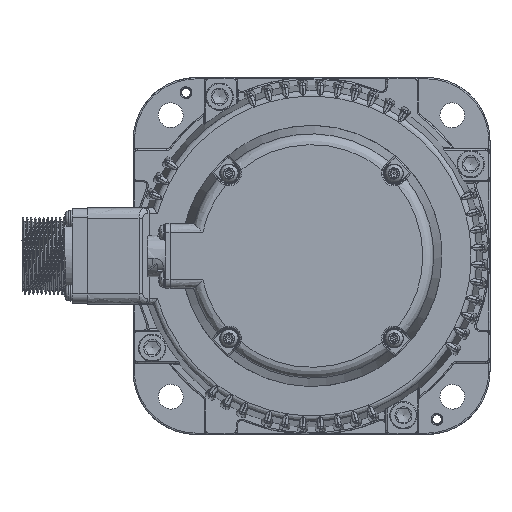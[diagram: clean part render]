
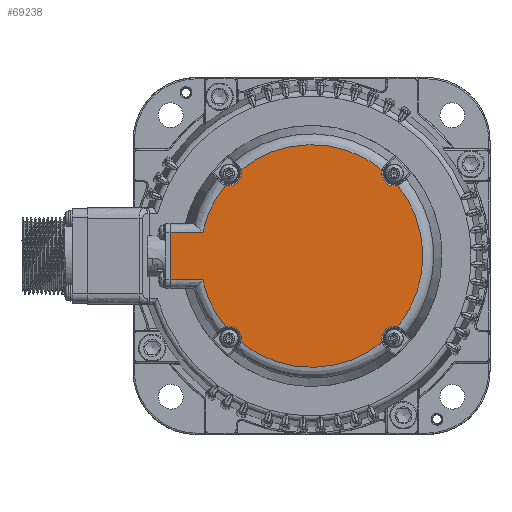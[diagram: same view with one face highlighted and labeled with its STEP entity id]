
A CAD part, left-side view. The second image highlights one B-rep face of the part: STEP entity #69238.
In plain terms, the highlighted free-form (B-spline) face has degree [1, 1] with [2, 2] control points.
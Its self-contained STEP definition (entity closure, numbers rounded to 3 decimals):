
#37=CARTESIAN_POINT('',(-163.1,51.5,8.67));
#38=VERTEX_POINT('',#37);
#68=CARTESIAN_POINT('',(-163.1,51.5,-8.67));
#69=VERTEX_POINT('',#68);
#76=CARTESIAN_POINT('',(-163.1,51.5,8.67));
#77=CARTESIAN_POINT('',(-163.1,51.5,-8.67));
#78=B_SPLINE_CURVE_WITH_KNOTS('',1,(#76,#77),.POLYLINE_FORM.,.F.,.U.,(2,2),(0.,1.),.UNSPECIFIED.);
#79=EDGE_CURVE('',#38,#69,#78,.T.);
#69051=CARTESIAN_POINT('',(-163.1,39.607,8.67));
#69052=VERTEX_POINT('',#69051);
#69061=CARTESIAN_POINT('',(-163.1,31.349,25.712));
#69062=VERTEX_POINT('',#69061);
#69063=CARTESIAN_POINT('',(-163.1,39.607,8.67));
#69064=CARTESIAN_POINT('',(-163.1,37.525,18.183));
#69065=CARTESIAN_POINT('',(-163.1,31.349,25.712));
#69066=(BOUNDED_CURVE()B_SPLINE_CURVE(2,(#69063,#69064,#69065),.CIRCULAR_ARC.,.F.,.U.)B_SPLINE_CURVE_WITH_KNOTS((3,3),(0.,1.),.UNSPECIFIED.)CURVE()GEOMETRIC_REPRESENTATION_ITEM()RATIONAL_B_SPLINE_CURVE((1.,0.972,1.))REPRESENTATION_ITEM(''));
#69067=EDGE_CURVE('',#69052,#69062,#69066,.T.);
#69098=CARTESIAN_POINT('',(-163.1,31.349,-25.712));
#69099=VERTEX_POINT('',#69098);
#69109=CARTESIAN_POINT('',(-163.1,39.607,-8.67));
#69110=VERTEX_POINT('',#69109);
#69111=CARTESIAN_POINT('',(-163.1,31.349,-25.712));
#69112=CARTESIAN_POINT('',(-163.1,37.525,-18.183));
#69113=CARTESIAN_POINT('',(-163.1,39.607,-8.67));
#69114=(BOUNDED_CURVE()B_SPLINE_CURVE(2,(#69111,#69112,#69113),.CIRCULAR_ARC.,.F.,.U.)B_SPLINE_CURVE_WITH_KNOTS((3,3),(0.,1.),.UNSPECIFIED.)CURVE()GEOMETRIC_REPRESENTATION_ITEM()RATIONAL_B_SPLINE_CURVE((1.,0.972,1.))REPRESENTATION_ITEM(''));
#69115=EDGE_CURVE('',#69099,#69110,#69114,.T.);
#69156=CARTESIAN_POINT('',(-163.1,51.5,-41.031));
#69157=CARTESIAN_POINT('',(-163.1,51.5,41.031));
#69158=CARTESIAN_POINT('',(-163.1,-41.097,-41.031));
#69159=CARTESIAN_POINT('',(-163.1,-41.097,41.031));
#69160=B_SPLINE_SURFACE_WITH_KNOTS('',1,1,((#69156,#69157),(#69158,#69159)),.PLANE_SURF.,.F.,.F.,.U.,(2,2),(2,2),(0.,1.),(0.,1.),.UNSPECIFIED.);
#69161=ORIENTED_EDGE('',*,*,#69115,.F.);
#69162=CARTESIAN_POINT('',(-163.1,25.712,-31.349));
#69163=VERTEX_POINT('',#69162);
#69164=CARTESIAN_POINT('',(-163.1,25.712,-31.349));
#69165=CARTESIAN_POINT('',(-163.1,24.938,-28.76));
#69166=CARTESIAN_POINT('',(-163.1,26.849,-26.849));
#69167=CARTESIAN_POINT('',(-163.1,28.76,-24.938));
#69168=CARTESIAN_POINT('',(-163.1,31.349,-25.712));
#69169=(BOUNDED_CURVE()B_SPLINE_CURVE(2,(#69164,#69165,#69166,#69167,#69168),.CIRCULAR_ARC.,.F.,.U.)B_SPLINE_CURVE_WITH_KNOTS((3,2,3),(0.,0.5,1.),.UNSPECIFIED.)CURVE()GEOMETRIC_REPRESENTATION_ITEM()RATIONAL_B_SPLINE_CURVE((1.,0.859,1.,0.859,1.))REPRESENTATION_ITEM(''));
#69170=EDGE_CURVE('',#69163,#69099,#69169,.T.);
#69171=ORIENTED_EDGE('',*,*,#69170,.F.);
#69172=CARTESIAN_POINT('',(-163.1,-25.712,-31.349));
#69173=VERTEX_POINT('',#69172);
#69174=CARTESIAN_POINT('',(-163.1,-25.712,-31.349));
#69175=CARTESIAN_POINT('',(-163.1,0.,-52.438));
#69176=CARTESIAN_POINT('',(-163.1,25.712,-31.349));
#69177=(BOUNDED_CURVE()B_SPLINE_CURVE(2,(#69174,#69175,#69176),.CIRCULAR_ARC.,.F.,.U.)B_SPLINE_CURVE_WITH_KNOTS((3,3),(0.,1.),.UNSPECIFIED.)CURVE()GEOMETRIC_REPRESENTATION_ITEM()RATIONAL_B_SPLINE_CURVE((1.,0.773,1.))REPRESENTATION_ITEM(''));
#69178=EDGE_CURVE('',#69173,#69163,#69177,.T.);
#69179=ORIENTED_EDGE('',*,*,#69178,.F.);
#69180=CARTESIAN_POINT('',(-163.1,-31.349,-25.712));
#69181=VERTEX_POINT('',#69180);
#69182=CARTESIAN_POINT('',(-163.1,-31.349,-25.712));
#69183=CARTESIAN_POINT('',(-163.1,-28.76,-24.938));
#69184=CARTESIAN_POINT('',(-163.1,-26.849,-26.849));
#69185=CARTESIAN_POINT('',(-163.1,-24.938,-28.76));
#69186=CARTESIAN_POINT('',(-163.1,-25.712,-31.349));
#69187=(BOUNDED_CURVE()B_SPLINE_CURVE(2,(#69182,#69183,#69184,#69185,#69186),.CIRCULAR_ARC.,.F.,.U.)B_SPLINE_CURVE_WITH_KNOTS((3,2,3),(0.,0.5,1.),.UNSPECIFIED.)CURVE()GEOMETRIC_REPRESENTATION_ITEM()RATIONAL_B_SPLINE_CURVE((1.,0.859,1.,0.859,1.))REPRESENTATION_ITEM(''));
#69188=EDGE_CURVE('',#69181,#69173,#69187,.T.);
#69189=ORIENTED_EDGE('',*,*,#69188,.F.);
#69190=CARTESIAN_POINT('',(-163.1,-31.349,25.712));
#69191=VERTEX_POINT('',#69190);
#69192=CARTESIAN_POINT('',(-163.1,-31.349,25.712));
#69193=CARTESIAN_POINT('',(-163.1,-52.438,0.));
#69194=CARTESIAN_POINT('',(-163.1,-31.349,-25.712));
#69195=(BOUNDED_CURVE()B_SPLINE_CURVE(2,(#69192,#69193,#69194),.CIRCULAR_ARC.,.F.,.U.)B_SPLINE_CURVE_WITH_KNOTS((3,3),(0.,1.),.UNSPECIFIED.)CURVE()GEOMETRIC_REPRESENTATION_ITEM()RATIONAL_B_SPLINE_CURVE((1.,0.773,1.))REPRESENTATION_ITEM(''));
#69196=EDGE_CURVE('',#69191,#69181,#69195,.T.);
#69197=ORIENTED_EDGE('',*,*,#69196,.F.);
#69198=CARTESIAN_POINT('',(-163.1,-25.712,31.349));
#69199=VERTEX_POINT('',#69198);
#69200=CARTESIAN_POINT('',(-163.1,-25.712,31.349));
#69201=CARTESIAN_POINT('',(-163.1,-24.938,28.76));
#69202=CARTESIAN_POINT('',(-163.1,-26.849,26.849));
#69203=CARTESIAN_POINT('',(-163.1,-28.76,24.938));
#69204=CARTESIAN_POINT('',(-163.1,-31.349,25.712));
#69205=(BOUNDED_CURVE()B_SPLINE_CURVE(2,(#69200,#69201,#69202,#69203,#69204),.CIRCULAR_ARC.,.F.,.U.)B_SPLINE_CURVE_WITH_KNOTS((3,2,3),(0.,0.5,1.),.UNSPECIFIED.)CURVE()GEOMETRIC_REPRESENTATION_ITEM()RATIONAL_B_SPLINE_CURVE((1.,0.859,1.,0.859,1.))REPRESENTATION_ITEM(''));
#69206=EDGE_CURVE('',#69199,#69191,#69205,.T.);
#69207=ORIENTED_EDGE('',*,*,#69206,.F.);
#69208=CARTESIAN_POINT('',(-163.1,25.712,31.349));
#69209=VERTEX_POINT('',#69208);
#69210=CARTESIAN_POINT('',(-163.1,25.712,31.349));
#69211=CARTESIAN_POINT('',(-163.1,0.,52.438));
#69212=CARTESIAN_POINT('',(-163.1,-25.712,31.349));
#69213=(BOUNDED_CURVE()B_SPLINE_CURVE(2,(#69210,#69211,#69212),.CIRCULAR_ARC.,.F.,.U.)B_SPLINE_CURVE_WITH_KNOTS((3,3),(0.,1.),.UNSPECIFIED.)CURVE()GEOMETRIC_REPRESENTATION_ITEM()RATIONAL_B_SPLINE_CURVE((1.,0.773,1.))REPRESENTATION_ITEM(''));
#69214=EDGE_CURVE('',#69209,#69199,#69213,.T.);
#69215=ORIENTED_EDGE('',*,*,#69214,.F.);
#69216=CARTESIAN_POINT('',(-163.1,31.349,25.712));
#69217=CARTESIAN_POINT('',(-163.1,28.76,24.938));
#69218=CARTESIAN_POINT('',(-163.1,26.849,26.849));
#69219=CARTESIAN_POINT('',(-163.1,24.938,28.76));
#69220=CARTESIAN_POINT('',(-163.1,25.712,31.349));
#69221=(BOUNDED_CURVE()B_SPLINE_CURVE(2,(#69216,#69217,#69218,#69219,#69220),.CIRCULAR_ARC.,.F.,.U.)B_SPLINE_CURVE_WITH_KNOTS((3,2,3),(0.,0.5,1.),.UNSPECIFIED.)CURVE()GEOMETRIC_REPRESENTATION_ITEM()RATIONAL_B_SPLINE_CURVE((1.,0.859,1.,0.859,1.))REPRESENTATION_ITEM(''));
#69222=EDGE_CURVE('',#69062,#69209,#69221,.T.);
#69223=ORIENTED_EDGE('',*,*,#69222,.F.);
#69224=ORIENTED_EDGE('',*,*,#69067,.F.);
#69225=CARTESIAN_POINT('',(-163.1,51.5,8.67));
#69226=CARTESIAN_POINT('',(-163.1,39.607,8.67));
#69227=B_SPLINE_CURVE_WITH_KNOTS('',1,(#69225,#69226),.POLYLINE_FORM.,.F.,.U.,(2,2),(0.,1.),.UNSPECIFIED.);
#69228=EDGE_CURVE('',#38,#69052,#69227,.T.);
#69229=ORIENTED_EDGE('',*,*,#69228,.F.);
#69230=ORIENTED_EDGE('',*,*,#79,.T.);
#69231=CARTESIAN_POINT('',(-163.1,39.607,-8.67));
#69232=CARTESIAN_POINT('',(-163.1,51.5,-8.67));
#69233=B_SPLINE_CURVE_WITH_KNOTS('',1,(#69231,#69232),.POLYLINE_FORM.,.F.,.U.,(2,2),(0.,1.),.UNSPECIFIED.);
#69234=EDGE_CURVE('',#69110,#69,#69233,.T.);
#69235=ORIENTED_EDGE('',*,*,#69234,.F.);
#69236=EDGE_LOOP('',(#69161,#69171,#69179,#69189,#69197,#69207,#69215,#69223,#69224,#69229,#69230,#69235));
#69237=FACE_OUTER_BOUND('',#69236,.T.);
#69238=ADVANCED_FACE('',(#69237),#69160,.T.);
